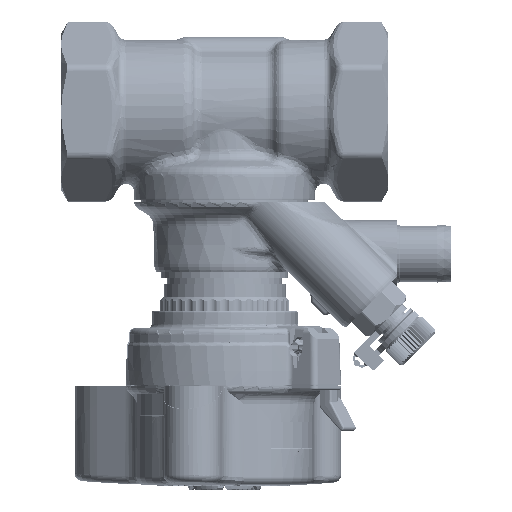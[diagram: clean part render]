
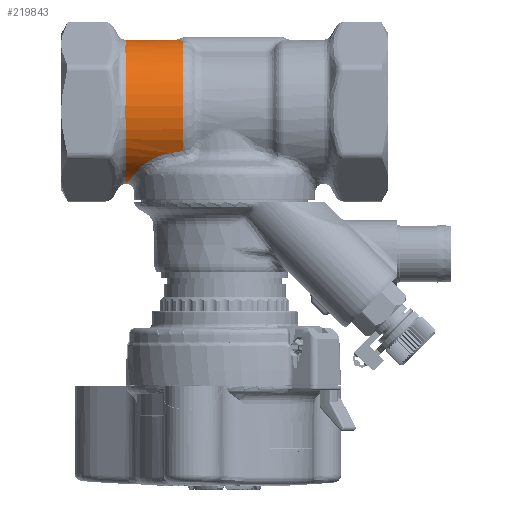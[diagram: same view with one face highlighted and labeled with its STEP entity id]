
A CAD part, left-side view. The second image highlights one B-rep face of the part: STEP entity #219843.
In plain terms, the highlighted cylindrical face has radius 18.75 mm (diameter 37.5 mm), a partial arc.
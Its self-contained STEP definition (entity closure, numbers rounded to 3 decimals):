
#206710=CARTESIAN_POINT('',(756.751,66.062,
-44.286));
#209864=CARTESIAN_POINT('',(772.151,77.849,
-33.59));
#209865=DIRECTION('',(0.,1.,0.));
#209866=DIRECTION('',(-0.008,0.,-1.));
#209867=AXIS2_PLACEMENT_3D('',#209864,#209865,#209866);
#209869=CARTESIAN_POINT('',(772.151,77.849,
-33.59));
#209870=DIRECTION('',(0.,1.,0.));
#209871=DIRECTION('',(0.,0.,-1.));
#209872=AXIS2_PLACEMENT_3D('',#209869,#209870,#209871);
#209889=DIRECTION('',(0.,1.,0.));
#209890=VECTOR('',#209889,13.077);
#209891=CARTESIAN_POINT('',(772.151,64.771,
-14.84));
#209892=LINE('',#209891,#209890);
#209893=CARTESIAN_POINT('',(769.046,62.894,
-15.099));
#209894=CARTESIAN_POINT('',(769.148,63.11,
-15.082));
#209895=CARTESIAN_POINT('',(769.397,63.512,
-15.041));
#209896=CARTESIAN_POINT('',(769.935,64.047,
-14.968));
#209897=CARTESIAN_POINT('',(770.577,64.445,
-14.902));
#209898=CARTESIAN_POINT('',(771.33,64.708,
-14.852));
#209899=CARTESIAN_POINT('',(771.869,64.771,
-14.84));
#209900=CARTESIAN_POINT('',(772.151,64.771,
-14.84));
#209902=CARTESIAN_POINT('',(756.751,66.062,
-44.286));
#209903=CARTESIAN_POINT('',(756.709,65.712,
-44.226));
#209904=CARTESIAN_POINT('',(756.629,65.011,
-44.109));
#209905=CARTESIAN_POINT('',(756.518,63.956,
-43.943));
#209906=CARTESIAN_POINT('',(756.45,63.249,
-43.838));
#209907=CARTESIAN_POINT('',(756.417,62.894,
-43.788));
#209909=CARTESIAN_POINT('',(761.224,74.734,
-48.827));
#209910=CARTESIAN_POINT('',(760.826,74.493,
-48.541));
#209911=CARTESIAN_POINT('',(760.066,73.935,
-47.949));
#209912=CARTESIAN_POINT('',(759.054,72.849,
-47.031));
#209913=CARTESIAN_POINT('',(758.174,71.41,
-46.104));
#209914=CARTESIAN_POINT('',(757.59,70.011,
-45.413));
#209915=CARTESIAN_POINT('',(757.08,68.238,
-44.754));
#209916=CARTESIAN_POINT('',(756.842,66.829,
-44.417));
#209917=CARTESIAN_POINT('',(756.751,66.062,
-44.286));
#209919=CARTESIAN_POINT('',(772.151,77.819,
-52.34));
#209920=CARTESIAN_POINT('',(771.139,77.819,
-52.34));
#209921=CARTESIAN_POINT('',(769.114,77.668,
-52.175));
#209922=CARTESIAN_POINT('',(766.215,77.018,
-51.456));
#209923=CARTESIAN_POINT('',(763.552,76.02,
-50.332));
#209924=CARTESIAN_POINT('',(761.966,75.181,
-49.359));
#209925=CARTESIAN_POINT('',(761.224,74.734,
-48.827));
#209927=DIRECTION('',(0.,-1.,0.));
#209928=VECTOR('',#209927,0.03);
#209929=CARTESIAN_POINT('',(772.151,77.849,
-52.34));
#209930=LINE('',#209929,#209928);
#209931=CARTESIAN_POINT('',(759.001,77.849,
-46.956));
#209932=CARTESIAN_POINT('',(759.57,77.849,
-47.515));
#209933=CARTESIAN_POINT('',(760.774,77.89,
-48.557));
#209934=CARTESIAN_POINT('',(762.751,77.933,
-49.871));
#209935=CARTESIAN_POINT('',(764.878,77.89,
-50.926));
#209936=CARTESIAN_POINT('',(766.382,77.849,
-51.448));
#209937=CARTESIAN_POINT('',(767.151,77.849,
-51.661));
#209939=CARTESIAN_POINT('',(754.001,77.849,
-28.885));
#209940=CARTESIAN_POINT('',(753.801,77.849,
-29.657));
#209941=CARTESIAN_POINT('',(753.501,77.89,
-31.221));
#209942=CARTESIAN_POINT('',(753.351,77.932,
-33.59));
#209943=CARTESIAN_POINT('',(753.501,77.89,
-35.959));
#209944=CARTESIAN_POINT('',(753.801,77.849,
-37.523));
#209945=CARTESIAN_POINT('',(754.001,77.849,
-38.295));
#209947=CARTESIAN_POINT('',(767.151,77.849,
-15.519));
#209948=CARTESIAN_POINT('',(766.382,77.849,
-15.732));
#209949=CARTESIAN_POINT('',(764.878,77.89,
-16.254));
#209950=CARTESIAN_POINT('',(762.751,77.933,
-17.309));
#209951=CARTESIAN_POINT('',(760.774,77.89,
-18.623));
#209952=CARTESIAN_POINT('',(759.57,77.849,
-19.665));
#209953=CARTESIAN_POINT('',(759.001,77.849,
-20.224));
#210008=CARTESIAN_POINT('',(772.151,77.849,
-33.59));
#210009=DIRECTION('',(0.,1.,0.));
#210010=DIRECTION('',(-0.267,0.,0.964));
#210011=AXIS2_PLACEMENT_3D('',#210008,#210009,#210010);
#210112=CARTESIAN_POINT('',(772.151,77.849,
-33.59));
#210113=DIRECTION('',(0.,1.,0.));
#210114=DIRECTION('',(-0.968,0.,0.251));
#210115=AXIS2_PLACEMENT_3D('',#210112,#210113,#210114);
#210132=CARTESIAN_POINT('',(772.151,77.849,
-33.59));
#210133=DIRECTION('',(0.,1.,0.));
#210134=DIRECTION('',(-0.701,0.,-0.713));
#210135=AXIS2_PLACEMENT_3D('',#210132,#210133,#210134);
#210814=CARTESIAN_POINT('',(772.151,62.894,
-33.59));
#210815=DIRECTION('',(0.,-1.,0.));
#210816=DIRECTION('',(-0.166,0.,0.986));
#210817=AXIS2_PLACEMENT_3D('',#210814,#210815,#210816);
#210822=CARTESIAN_POINT('',(769.046,62.894,
-15.099));
#210928=CARTESIAN_POINT('',(772.151,64.771,
-14.84));
#213263=VERTEX_POINT('',#210822);
#213295=CARTESIAN_POINT('',(756.417,62.894,
-43.788));
#213296=VERTEX_POINT('',#213295);
#213308=CARTESIAN_POINT('',(772.151,77.849,
-52.34));
#213310=VERTEX_POINT('',#213308);
#213311=CARTESIAN_POINT('',(754.001,77.849,
-28.885));
#213313=VERTEX_POINT('',#213311);
#213342=VERTEX_POINT('',#206710);
#213435=CARTESIAN_POINT('',(767.151,77.849,
-51.661));
#213437=VERTEX_POINT('',#213435);
#213474=CARTESIAN_POINT('',(759.001,77.849,
-46.955));
#213475=CARTESIAN_POINT('',(754.001,77.849,
-38.296));
#213476=VERTEX_POINT('',#213474);
#213477=VERTEX_POINT('',#213475);
#213489=VERTEX_POINT('',#210928);
#213514=VERTEX_POINT('',#209919);
#213515=VERTEX_POINT('',#209925);
#213747=CARTESIAN_POINT('',(759.001,77.849,
-20.225));
#213748=VERTEX_POINT('',#213747);
#213751=CARTESIAN_POINT('',(772.,77.849,
-52.339));
#213752=VERTEX_POINT('',#213751);
#213791=CARTESIAN_POINT('',(772.151,77.849,
-14.84));
#213792=VERTEX_POINT('',#213791);
#213833=VERTEX_POINT('',#209947);
#219811=CARTESIAN_POINT('',(772.151,98.529,
-33.59));
#219812=DIRECTION('',(0.,1.,0.));
#219813=DIRECTION('',(0.,0.,1.));
#219814=AXIS2_PLACEMENT_3D('',#219811,#219812,#219813);
#219815=CYLINDRICAL_SURFACE('',#219814,18.75);
#219817=ORIENTED_EDGE('',*,*,#219816,.F.);
#219819=ORIENTED_EDGE('',*,*,#219818,.F.);
#219821=ORIENTED_EDGE('',*,*,#219820,.T.);
#219822=ORIENTED_EDGE('',*,*,#215213,.F.);
#219823=ORIENTED_EDGE('',*,*,#215260,.F.);
#219824=ORIENTED_EDGE('',*,*,#215303,.F.);
#219826=ORIENTED_EDGE('',*,*,#219825,.F.);
#219827=ORIENTED_EDGE('',*,*,#219800,.T.);
#219828=ORIENTED_EDGE('',*,*,#219789,.T.);
#219830=ORIENTED_EDGE('',*,*,#219829,.F.);
#219832=ORIENTED_EDGE('',*,*,#219831,.T.);
#219834=ORIENTED_EDGE('',*,*,#219833,.F.);
#219836=ORIENTED_EDGE('',*,*,#219835,.T.);
#219838=ORIENTED_EDGE('',*,*,#219837,.F.);
#219840=ORIENTED_EDGE('',*,*,#219839,.T.);
#219841=EDGE_LOOP('',(#219817,#219819,#219821,#219822,#219823,#219824,#219826,
#219827,#219828,#219830,#219832,#219834,#219836,#219838,#219840));
#219842=FACE_OUTER_BOUND('',#219841,.F.);
#219843=ADVANCED_FACE('',(#219842),#219815,.T.);
#209868=CIRCLE('',#209867,18.75);
#209873=CIRCLE('',#209872,18.75);
#209901=B_SPLINE_CURVE_WITH_KNOTS('',3,(#209893,#209894,#209895,#209896,#209897,
#209898,#209899,#209900),.UNSPECIFIED.,.F.,.F.,(4,1,1,1,1,4),(0.,0.2,0.4,
0.6,0.8,1.),.UNSPECIFIED.);
#209908=B_SPLINE_CURVE_WITH_KNOTS('',3,(#209902,#209903,#209904,#209905,#209906,
#209907),.UNSPECIFIED.,.F.,.F.,(4,1,1,4),(0.,0.333,
0.667,1.),.UNSPECIFIED.);
#209918=B_SPLINE_CURVE_WITH_KNOTS('',3,(#209909,#209910,#209911,#209912,#209913,
#209914,#209915,#209916,#209917),.UNSPECIFIED.,.F.,.F.,(4,1,1,1,1,1,4),(0.,
0.167,0.333,0.5,0.667,0.833,
1.),.UNSPECIFIED.);
#209926=B_SPLINE_CURVE_WITH_KNOTS('',3,(#209919,#209920,#209921,#209922,#209923,
#209924,#209925),.UNSPECIFIED.,.F.,.F.,(4,1,1,1,4),(0.,0.25,0.5,0.75,
1.),.UNSPECIFIED.);
#209938=B_SPLINE_CURVE_WITH_KNOTS('',3,(#209931,#209932,#209933,#209934,#209935,
#209936,#209937),.UNSPECIFIED.,.F.,.F.,(4,1,1,1,4),(0.,0.25,0.5,0.75,
1.),.UNSPECIFIED.);
#209946=B_SPLINE_CURVE_WITH_KNOTS('',3,(#209939,#209940,#209941,#209942,#209943,
#209944,#209945),.UNSPECIFIED.,.F.,.F.,(4,1,1,1,4),(0.,0.25,0.5,0.75,
1.),.UNSPECIFIED.);
#209954=B_SPLINE_CURVE_WITH_KNOTS('',3,(#209947,#209948,#209949,#209950,#209951,
#209952,#209953),.UNSPECIFIED.,.F.,.F.,(4,1,1,1,4),(0.,0.25,0.5,0.75,
1.),.UNSPECIFIED.);
#210012=CIRCLE('',#210011,18.75);
#210116=CIRCLE('',#210115,18.75);
#210136=CIRCLE('',#210135,18.75);
#210818=CIRCLE('',#210817,18.75);
#215213=EDGE_CURVE('',#213342,#213296,#209908,.T.);
#215260=EDGE_CURVE('',#213515,#213342,#209918,.T.);
#215303=EDGE_CURVE('',#213514,#213515,#209926,.T.);
#219789=EDGE_CURVE('',#213752,#213437,#209868,.T.);
#219800=EDGE_CURVE('',#213310,#213752,#209873,.T.);
#219816=EDGE_CURVE('',#213489,#213792,#209892,.T.);
#219818=EDGE_CURVE('',#213263,#213489,#209901,.T.);
#219820=EDGE_CURVE('',#213263,#213296,#210818,.T.);
#219825=EDGE_CURVE('',#213310,#213514,#209930,.T.);
#219829=EDGE_CURVE('',#213476,#213437,#209938,.T.);
#219831=EDGE_CURVE('',#213476,#213477,#210136,.T.);
#219833=EDGE_CURVE('',#213313,#213477,#209946,.T.);
#219835=EDGE_CURVE('',#213313,#213748,#210116,.T.);
#219837=EDGE_CURVE('',#213833,#213748,#209954,.T.);
#219839=EDGE_CURVE('',#213833,#213792,#210012,.T.);
